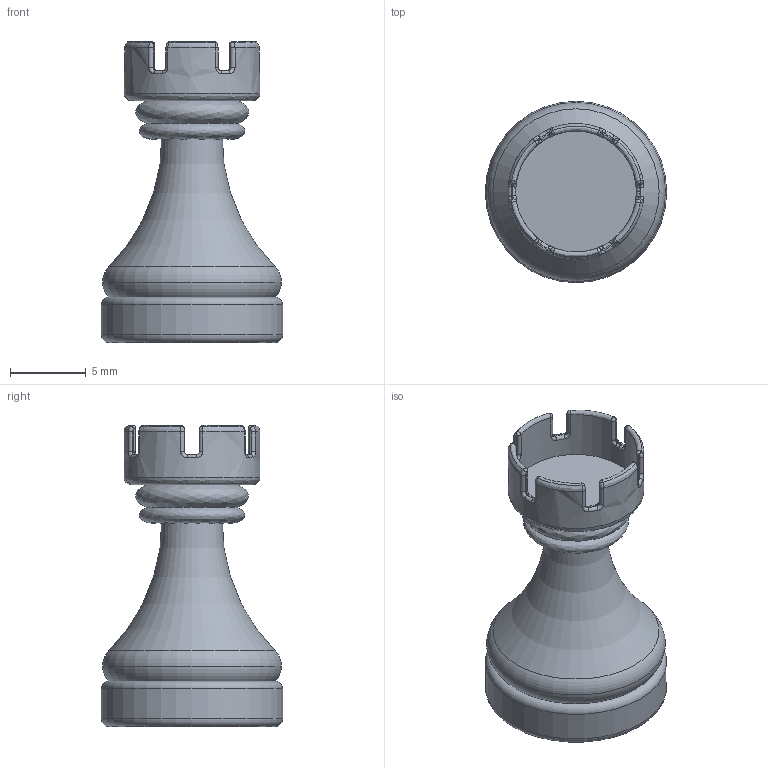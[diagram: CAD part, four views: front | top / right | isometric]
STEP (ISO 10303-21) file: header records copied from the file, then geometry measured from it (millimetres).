
FILE_DESCRIPTION(('HOOPS Exchange Step'),'2;1');
FILE_NAME('temp_export','2024-08-05T12:35:20+08:00',('sharma21'),('Shapr3D Limited'),'HOOPS Exchange 2024.2','Shapr3D','Authorized');
FILE_SCHEMA( ('AUTOMOTIVE_DESIGN { 1 0 10303 214 1 1 1 1 }') );
Length unit declared in the file: millimetre
Products named in the file (1): root
Bounding box: 12 x 12 x 19.92 mm (x, y, z)
Volume: 991.4 mm3; surface area: 864.9 mm2
Topology: 1 solids, 1 shells, 148 faces, 351 edges, 194 vertices
Faces by surface type: bspline 58, cylinder 44, plane 21, torus 12, sphere 12, extrusion 1
Full cylindrical faces by diameter (mm): 8 x1, 12 x1
Entity records: 11283 total; most frequent: CARTESIAN_POINT 8259, ORIENTED_EDGE 678, DIRECTION 546, EDGE_CURVE 339, AXIS2_PLACEMENT_3D 232, VERTEX_POINT 194, EDGE_LOOP 149, FACE_BOUND 149
